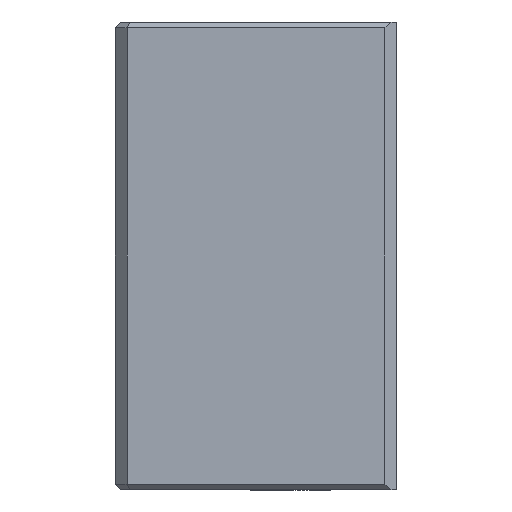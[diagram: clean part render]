
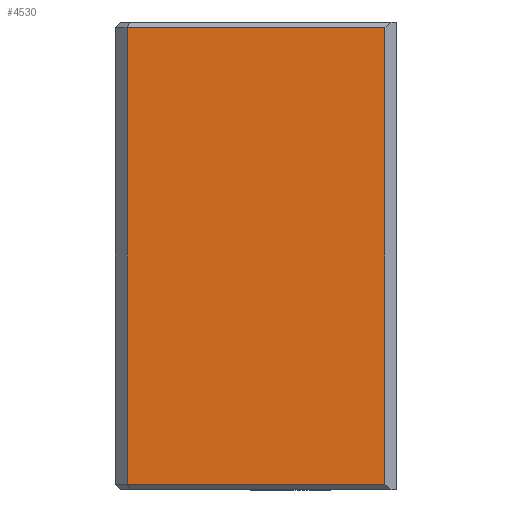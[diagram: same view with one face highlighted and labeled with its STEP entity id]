
A CAD part, left-side view. The second image highlights one B-rep face of the part: STEP entity #4530.
In plain terms, the highlighted planar face has unit normal (-1, 0, 0).
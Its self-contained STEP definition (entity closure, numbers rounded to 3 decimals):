
#6 = CARTESIAN_POINT ( 'NONE',  ( -17., 5.3, -19.2 ) ) ;
#229 = EDGE_CURVE ( 'NONE', #4194, #603, #642, .T. ) ;
#264 = DIRECTION ( 'NONE',  ( 1., 0., 0. ) ) ;
#441 = FACE_OUTER_BOUND ( 'NONE', #2539, .T. ) ;
#509 = VECTOR ( 'NONE', #2190, 1000. ) ;
#603 = VERTEX_POINT ( 'NONE', #1766 ) ;
#642 = LINE ( 'NONE', #2281, #509 ) ;
#708 = DIRECTION ( 'NONE',  ( 0., 0., -1. ) ) ;
#912 = CARTESIAN_POINT ( 'NONE',  ( -17., 5.3, 19.2 ) ) ;
#1112 = VECTOR ( 'NONE', #3132, 1000. ) ;
#1338 = EDGE_CURVE ( 'NONE', #603, #3669, #3283, .T. ) ;
#1484 = EDGE_CURVE ( 'NONE', #3669, #4705, #4853, .T. ) ;
#1607 = ORIENTED_EDGE ( 'NONE', *, *, #1484, .T. ) ;
#1766 = CARTESIAN_POINT ( 'NONE',  ( -17., 27., 19.2 ) ) ;
#1918 = AXIS2_PLACEMENT_3D ( 'NONE', #2855, #264, #3293 ) ;
#1928 = VECTOR ( 'NONE', #5199, 1000. ) ;
#1998 = CARTESIAN_POINT ( 'NONE',  ( -17., 5.3, 19.7 ) ) ;
#2190 = DIRECTION ( 'NONE',  ( 0., 1., 0. ) ) ;
#2281 = CARTESIAN_POINT ( 'NONE',  ( -17., 5.3, 19.2 ) ) ;
#2539 = EDGE_LOOP ( 'NONE', ( #3556, #1607, #3515, #4940 ) ) ;
#2638 = VECTOR ( 'NONE', #708, 1000. ) ;
#2855 = CARTESIAN_POINT ( 'NONE',  ( -17., 5.3, 19.7 ) ) ;
#2954 = CARTESIAN_POINT ( 'NONE',  ( -17., 27., -19.2 ) ) ;
#3132 = DIRECTION ( 'NONE',  ( 0., 0., -1. ) ) ;
#3229 = EDGE_CURVE ( 'NONE', #4194, #4705, #3776, .T. ) ;
#3283 = LINE ( 'NONE', #3700, #1112 ) ;
#3293 = DIRECTION ( 'NONE',  ( 0., 0., -1. ) ) ;
#3515 = ORIENTED_EDGE ( 'NONE', *, *, #3229, .F. ) ;
#3556 = ORIENTED_EDGE ( 'NONE', *, *, #1338, .T. ) ;
#3669 = VERTEX_POINT ( 'NONE', #2954 ) ;
#3700 = CARTESIAN_POINT ( 'NONE',  ( -17., 27., 19.7 ) ) ;
#3776 = LINE ( 'NONE', #1998, #2638 ) ;
#4194 = VERTEX_POINT ( 'NONE', #912 ) ;
#4530 = ADVANCED_FACE ( 'NONE', ( #441 ), #5006, .F. ) ;
#4705 = VERTEX_POINT ( 'NONE', #6 ) ;
#4853 = LINE ( 'NONE', #5178, #1928 ) ;
#4940 = ORIENTED_EDGE ( 'NONE', *, *, #229, .T. ) ;
#5006 = PLANE ( 'NONE',  #1918 ) ;
#5178 = CARTESIAN_POINT ( 'NONE',  ( -17., 5.3, -19.2 ) ) ;
#5199 = DIRECTION ( 'NONE',  ( 0., -1., 0. ) ) ;
